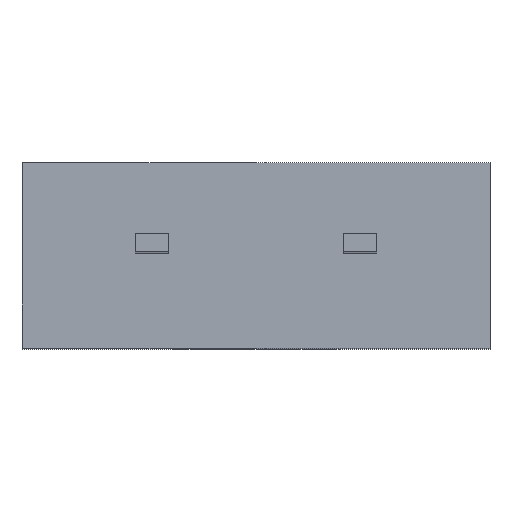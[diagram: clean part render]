
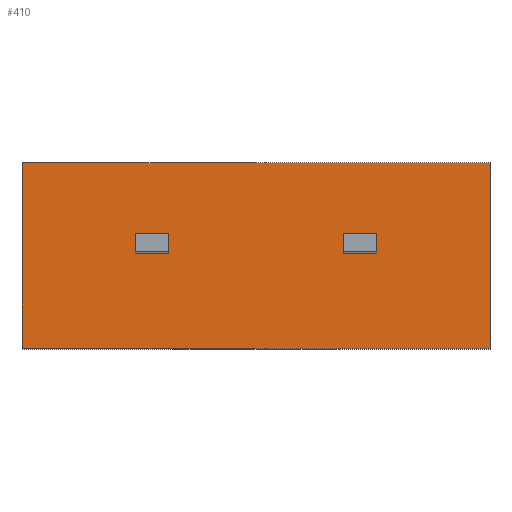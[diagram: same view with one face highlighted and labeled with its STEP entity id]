
A CAD part, top view. The second image highlights one B-rep face of the part: STEP entity #410.
In plain terms, the highlighted planar face has unit normal (0, 0, 1).
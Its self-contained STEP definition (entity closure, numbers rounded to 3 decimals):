
#5=DIRECTION('',(1.,0.,0.));
#6=VECTOR('',#5,10.1);
#7=CARTESIAN_POINT('',(-5.05,0.,4.315));
#8=LINE('',#7,#6);
#23=DIRECTION('',(0.,1.,0.));
#24=VECTOR('',#23,4.);
#25=CARTESIAN_POINT('',(5.05,0.,4.315));
#26=LINE('',#25,#24);
#85=DIRECTION('',(1.,0.,0.));
#86=VECTOR('',#85,10.1);
#87=CARTESIAN_POINT('',(-5.05,4.,4.315));
#88=LINE('',#87,#86);
#89=DIRECTION('',(0.,1.,0.));
#90=VECTOR('',#89,4.);
#91=CARTESIAN_POINT('',(-5.05,0.,4.315));
#92=LINE('',#91,#90);
#93=DIRECTION('',(1.,0.,0.));
#94=VECTOR('',#93,0.72);
#95=CARTESIAN_POINT('',(1.89,2.05,4.315));
#96=LINE('',#95,#94);
#97=DIRECTION('',(0.,-1.,0.));
#98=VECTOR('',#97,0.4);
#99=CARTESIAN_POINT('',(2.61,2.45,4.315));
#100=LINE('',#99,#98);
#101=DIRECTION('',(1.,0.,0.));
#102=VECTOR('',#101,0.72);
#103=CARTESIAN_POINT('',(1.89,2.45,4.315));
#104=LINE('',#103,#102);
#105=DIRECTION('',(0.,-1.,0.));
#106=VECTOR('',#105,0.4);
#107=CARTESIAN_POINT('',(1.89,2.45,4.315));
#108=LINE('',#107,#106);
#109=DIRECTION('',(1.,0.,0.));
#110=VECTOR('',#109,0.72);
#111=CARTESIAN_POINT('',(-2.61,2.05,4.315));
#112=LINE('',#111,#110);
#113=DIRECTION('',(0.,-1.,0.));
#114=VECTOR('',#113,0.4);
#115=CARTESIAN_POINT('',(-1.89,2.45,4.315));
#116=LINE('',#115,#114);
#117=DIRECTION('',(1.,0.,0.));
#118=VECTOR('',#117,0.72);
#119=CARTESIAN_POINT('',(-2.61,2.45,4.315));
#120=LINE('',#119,#118);
#121=DIRECTION('',(0.,-1.,0.));
#122=VECTOR('',#121,0.4);
#123=CARTESIAN_POINT('',(-2.61,2.45,4.315));
#124=LINE('',#123,#122);
#197=CARTESIAN_POINT('',(-5.05,0.,4.315));
#198=CARTESIAN_POINT('',(5.05,0.,4.315));
#199=VERTEX_POINT('',#197);
#200=VERTEX_POINT('',#198);
#202=CARTESIAN_POINT('',(-5.05,4.,4.315));
#204=VERTEX_POINT('',#202);
#205=CARTESIAN_POINT('',(5.05,4.,4.315));
#206=VERTEX_POINT('',#205);
#229=CARTESIAN_POINT('',(1.89,2.05,4.315));
#230=CARTESIAN_POINT('',(2.61,2.05,4.315));
#231=VERTEX_POINT('',#229);
#232=VERTEX_POINT('',#230);
#233=CARTESIAN_POINT('',(-2.61,2.05,4.315));
#234=CARTESIAN_POINT('',(-1.89,2.05,4.315));
#235=VERTEX_POINT('',#233);
#236=VERTEX_POINT('',#234);
#237=CARTESIAN_POINT('',(1.89,2.45,4.315));
#238=CARTESIAN_POINT('',(2.61,2.45,4.315));
#239=VERTEX_POINT('',#237);
#240=VERTEX_POINT('',#238);
#241=CARTESIAN_POINT('',(-2.61,2.45,4.315));
#242=CARTESIAN_POINT('',(-1.89,2.45,4.315));
#243=VERTEX_POINT('',#241);
#244=VERTEX_POINT('',#242);
#379=CARTESIAN_POINT('',(-5.05,0.,4.315));
#380=DIRECTION('',(0.,0.,1.));
#381=DIRECTION('',(1.,0.,0.));
#382=AXIS2_PLACEMENT_3D('',#379,#380,#381);
#383=PLANE('',#382);
#384=ORIENTED_EDGE('',*,*,#272,.F.);
#385=ORIENTED_EDGE('',*,*,#349,.T.);
#386=ORIENTED_EDGE('',*,*,#374,.T.);
#387=ORIENTED_EDGE('',*,*,#295,.F.);
#388=EDGE_LOOP('',(#384,#385,#386,#387));
#389=FACE_OUTER_BOUND('',#388,.F.);
#391=ORIENTED_EDGE('',*,*,#390,.T.);
#393=ORIENTED_EDGE('',*,*,#392,.F.);
#395=ORIENTED_EDGE('',*,*,#394,.F.);
#397=ORIENTED_EDGE('',*,*,#396,.T.);
#398=EDGE_LOOP('',(#391,#393,#395,#397));
#399=FACE_BOUND('',#398,.F.);
#401=ORIENTED_EDGE('',*,*,#400,.T.);
#403=ORIENTED_EDGE('',*,*,#402,.F.);
#405=ORIENTED_EDGE('',*,*,#404,.F.);
#407=ORIENTED_EDGE('',*,*,#406,.T.);
#408=EDGE_LOOP('',(#401,#403,#405,#407));
#409=FACE_BOUND('',#408,.F.);
#272=EDGE_CURVE('',#199,#200,#8,.T.);
#295=EDGE_CURVE('',#200,#206,#26,.T.);
#349=EDGE_CURVE('',#199,#204,#92,.T.);
#374=EDGE_CURVE('',#204,#206,#88,.T.);
#390=EDGE_CURVE('',#231,#232,#96,.T.);
#392=EDGE_CURVE('',#240,#232,#100,.T.);
#394=EDGE_CURVE('',#239,#240,#104,.T.);
#396=EDGE_CURVE('',#239,#231,#108,.T.);
#400=EDGE_CURVE('',#235,#236,#112,.T.);
#402=EDGE_CURVE('',#244,#236,#116,.T.);
#404=EDGE_CURVE('',#243,#244,#120,.T.);
#406=EDGE_CURVE('',#243,#235,#124,.T.);
#410=ADVANCED_FACE('',(#389,#399,#409),#383,.T.);
